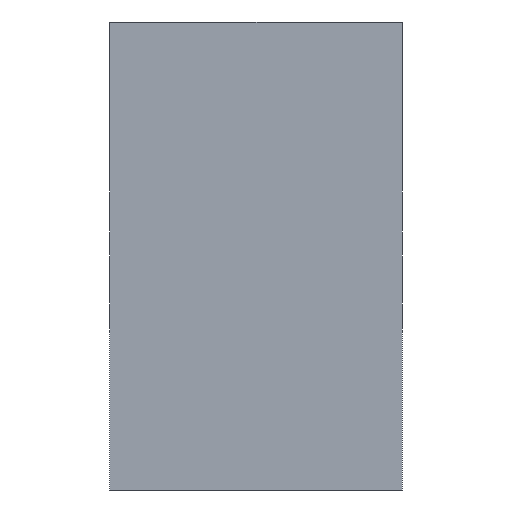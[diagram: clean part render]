
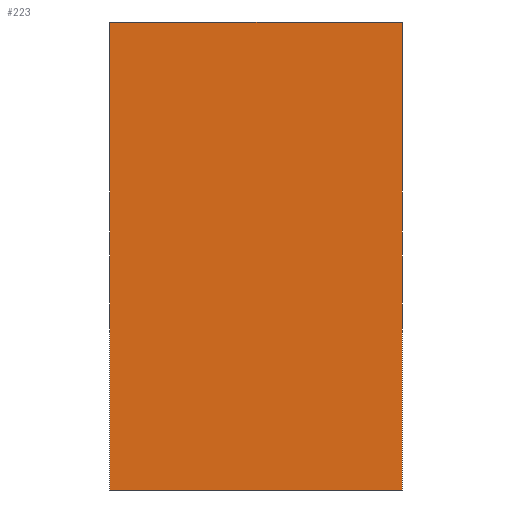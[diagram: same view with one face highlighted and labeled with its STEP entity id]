
A CAD part, left-side view. The second image highlights one B-rep face of the part: STEP entity #223.
In plain terms, the highlighted planar face has unit normal (-1, 0, 0).
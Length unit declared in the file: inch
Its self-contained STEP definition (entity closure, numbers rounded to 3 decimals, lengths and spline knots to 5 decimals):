
#17 = EDGE_CURVE ( 'NONE', #188, #138, #331, .T. ) ;
#23 = EDGE_CURVE ( 'NONE', #205, #190, #329, .T. ) ;
#31 = EDGE_CURVE ( 'NONE', #190, #138, #341, .T. ) ;
#37 = AXIS2_PLACEMENT_3D ( 'NONE', #117, #114, #120 ) ;
#55 = EDGE_CURVE ( 'NONE', #205, #188, #311, .T. ) ;
#96 = CARTESIAN_POINT ( 'NONE',  ( -0.785, 0.24606, -0.3935 ) ) ;
#114 = DIRECTION ( 'NONE',  ( -1., 0., 0. ) ) ;
#117 = CARTESIAN_POINT ( 'NONE',  ( -0.785, 0.24606, -0.3935 ) ) ;
#120 = DIRECTION ( 'NONE',  ( 0., 0., 1. ) ) ;
#123 = CARTESIAN_POINT ( 'NONE',  ( -0.785, 0.24606, 0.3935 ) ) ;
#124 = CARTESIAN_POINT ( 'NONE',  ( -0.785, -0.24606, -0.3935 ) ) ;
#132 = PLANE ( 'NONE',  #37 ) ;
#135 = CARTESIAN_POINT ( 'NONE',  ( -0.785, -0.24606, 0.3935 ) ) ;
#138 = VERTEX_POINT ( 'NONE', #135 ) ;
#141 = DIRECTION ( 'NONE',  ( 0., -1., 0. ) ) ;
#149 = CARTESIAN_POINT ( 'NONE',  ( -0.785, -0.24606, -0.3935 ) ) ;
#160 = DIRECTION ( 'NONE',  ( 0., 0., 1. ) ) ;
#175 = CARTESIAN_POINT ( 'NONE',  ( -0.785, 0.24606, -0.3935 ) ) ;
#179 = CARTESIAN_POINT ( 'NONE',  ( -0.785, 0.24606, 0.3935 ) ) ;
#180 = CARTESIAN_POINT ( 'NONE',  ( -0.785, 0.24606, -0.3935 ) ) ;
#181 = DIRECTION ( 'NONE',  ( 0., 0., 1. ) ) ;
#188 = VERTEX_POINT ( 'NONE', #123 ) ;
#190 = VERTEX_POINT ( 'NONE', #124 ) ;
#205 = VERTEX_POINT ( 'NONE', #96 ) ;
#209 = DIRECTION ( 'NONE',  ( 0., -1., 0. ) ) ;
#223 = ADVANCED_FACE ( 'NONE', ( #354 ), #132, .T. ) ;
#228 = ORIENTED_EDGE ( 'NONE', *, *, #23, .T. ) ;
#247 = EDGE_LOOP ( 'NONE', ( #251, #281, #228, #252 ) ) ;
#251 = ORIENTED_EDGE ( 'NONE', *, *, #17, .F. ) ;
#252 = ORIENTED_EDGE ( 'NONE', *, *, #31, .T. ) ;
#281 = ORIENTED_EDGE ( 'NONE', *, *, #55, .F. ) ;
#311 = LINE ( 'NONE', #175, #315 ) ;
#315 = VECTOR ( 'NONE', #181, 39.37008 ) ;
#325 = VECTOR ( 'NONE', #141, 39.37008 ) ;
#329 = LINE ( 'NONE', #180, #338 ) ;
#331 = LINE ( 'NONE', #179, #325 ) ;
#338 = VECTOR ( 'NONE', #209, 39.37008 ) ;
#341 = LINE ( 'NONE', #149, #343 ) ;
#343 = VECTOR ( 'NONE', #160, 39.37008 ) ;
#354 = FACE_OUTER_BOUND ( 'NONE', #247, .T. ) ;
